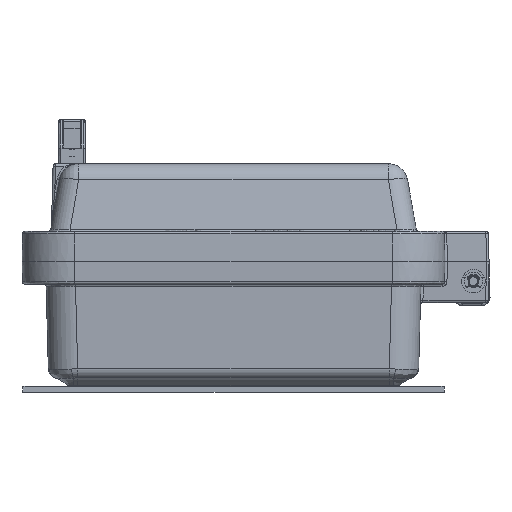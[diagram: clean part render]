
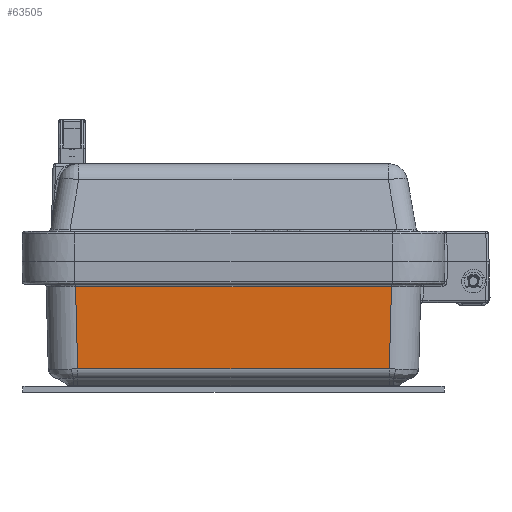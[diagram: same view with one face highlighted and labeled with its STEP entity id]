
A CAD part, front view. The second image highlights one B-rep face of the part: STEP entity #63505.
In plain terms, the highlighted planar face has unit normal (0, -1, -0.026).
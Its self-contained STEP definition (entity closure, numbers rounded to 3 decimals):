
#62198=CARTESIAN_POINT('',(159.143,-357.632,-109.512));
#62199=VERTEX_POINT('',#62198);
#63194=CARTESIAN_POINT('',(-159.143,-357.632,-109.512));
#63195=VERTEX_POINT('',#63194);
#63266=CARTESIAN_POINT('',(-158.933,-357.632,-109.512));
#63267=VERTEX_POINT('',#63266);
#63283=CARTESIAN_POINT('',(158.933,-357.632,-109.512));
#63284=VERTEX_POINT('',#63283);
#63292=CARTESIAN_POINT('',(158.933,-357.632,-109.512));
#63293=DIRECTION('',(-1.0,0.0,0.0));
#63294=VECTOR('',#63293,317.867);
#63295=LINE('',#63292,#63294);
#63296=EDGE_CURVE('',#63284,#63267,#63295,.T.);
#63323=CARTESIAN_POINT('',(-158.933,-357.632,-109.512));
#63324=CARTESIAN_POINT('',(-159.003,-357.632,-109.512));
#63325=CARTESIAN_POINT('',(-159.073,-357.632,-109.512));
#63326=CARTESIAN_POINT('',(-159.143,-357.632,-109.512));
#63327=B_SPLINE_CURVE_WITH_KNOTS('',3,(#63323,#63324,#63325,#63326),.UNSPECIFIED.,.F.,.U.,(4,4),(0.0,0.021),.UNSPECIFIED.);
#63328=EDGE_CURVE('',#63267,#63195,#63327,.T.);
#63363=CARTESIAN_POINT('',(159.143,-357.632,-109.512));
#63364=CARTESIAN_POINT('',(159.073,-357.632,-109.512));
#63365=CARTESIAN_POINT('',(159.003,-357.632,-109.512));
#63366=CARTESIAN_POINT('',(158.933,-357.632,-109.512));
#63367=B_SPLINE_CURVE_WITH_KNOTS('',3,(#63363,#63364,#63365,#63366),.UNSPECIFIED.,.F.,.U.,(4,4),(0.0,0.021),.UNSPECIFIED.);
#63368=EDGE_CURVE('',#62199,#63284,#63367,.T.);
#63461=CARTESIAN_POINT('',(-161.344,-359.834,-25.435));
#63462=VERTEX_POINT('',#63461);
#63463=CARTESIAN_POINT('',(-159.143,-357.632,-109.512));
#63464=DIRECTION('',(-0.026,-0.026,0.999));
#63465=VECTOR('',#63464,84.135);
#63466=LINE('',#63463,#63465);
#63467=EDGE_CURVE('',#63195,#63462,#63466,.T.);
#63480=CARTESIAN_POINT('',(-192.,-360.5,0.0));
#63481=DIRECTION('',(0.0,-1.,-0.026));
#63482=DIRECTION('',(0.0,0.026,-1.));
#63483=AXIS2_PLACEMENT_3D('',#63480,#63481,#63482);
#63484=PLANE('',#63483);
#63485=ORIENTED_EDGE('',*,*,#63328,.F.);
#63486=ORIENTED_EDGE('',*,*,#63296,.F.);
#63487=ORIENTED_EDGE('',*,*,#63368,.F.);
#63488=CARTESIAN_POINT('',(161.344,-359.834,-25.435));
#63489=VERTEX_POINT('',#63488);
#63490=CARTESIAN_POINT('',(161.344,-359.834,-25.435));
#63491=DIRECTION('',(-0.026,0.026,-0.999));
#63492=VECTOR('',#63491,84.135);
#63493=LINE('',#63490,#63492);
#63494=EDGE_CURVE('',#63489,#62199,#63493,.T.);
#63495=ORIENTED_EDGE('',*,*,#63494,.F.);
#63496=CARTESIAN_POINT('',(-161.344,-359.834,-25.435));
#63497=DIRECTION('',(1.0,0.0,0.0));
#63498=VECTOR('',#63497,322.689);
#63499=LINE('',#63496,#63498);
#63500=EDGE_CURVE('',#63462,#63489,#63499,.T.);
#63501=ORIENTED_EDGE('',*,*,#63500,.F.);
#63502=ORIENTED_EDGE('',*,*,#63467,.F.);
#63503=EDGE_LOOP('',(#63485,#63486,#63487,#63495,#63501,#63502));
#63504=FACE_OUTER_BOUND('',#63503,.T.);
#63505=ADVANCED_FACE('',(#63504),#63484,.T.);
